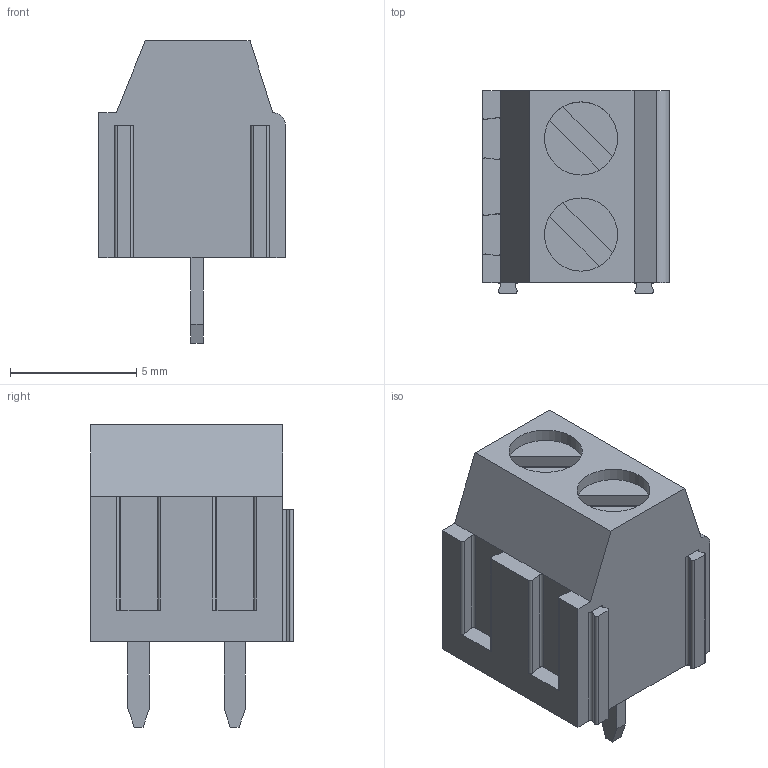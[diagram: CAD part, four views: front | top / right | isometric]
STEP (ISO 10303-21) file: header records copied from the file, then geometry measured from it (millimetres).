
FILE_DESCRIPTION(/* description */ ('STEP AP242','CAx-IF Rec.Pracs.---Representation and Presentation of Product Manufacturing Information (PMI)---4.0---2014-10-13','CAx-IF Rec.Pracs.---3D Tessellated Geometry---0.4---2014-09-14','2;1'),/* implementation_level */ '2;1');
FILE_NAME(/* name */ '6445d26fe5f594535008533f',/* time_stamp */ '2023-04-24T00:50:56+00:00',/* author */ (''),/* organization */ (''),/* preprocessor_version */ 'ST-DEVELOPER v18.102',/* originating_system */ ' ',/* authorisation */ ' ');
FILE_SCHEMA (('AP242_MANAGED_MODEL_BASED_3D_ENGINEERING_MIM_LF { 1 0 10303 442 1 1 4 }'));
Length unit declared in the file: metre
Products named in the file (3): DB125-3.81-2P; 2_pole; pin
Assembly tree (3 placements, depth 2):
  DB125-3.81-2P
    2_pole
    pin  x2
Bounding box: 7.4 x 8.04 x 12 mm (x, y, z)
Volume: 389 mm3; surface area: 898.5 mm2
Topology: 3 solids, 3 shells, 136 faces, 354 edges, 234 vertices
Faces by surface type: plane 103, cylinder 33
Full cylindrical faces by diameter (mm): 1.5 x4, 2.9 x4
Entity records: 3450 total; most frequent: CARTESIAN_POINT 590, DIRECTION 578, ORIENTED_EDGE 570, EDGE_CURVE 285, LINE 220, VECTOR 220, VERTEX_POINT 191, AXIS2_PLACEMENT_3D 179
